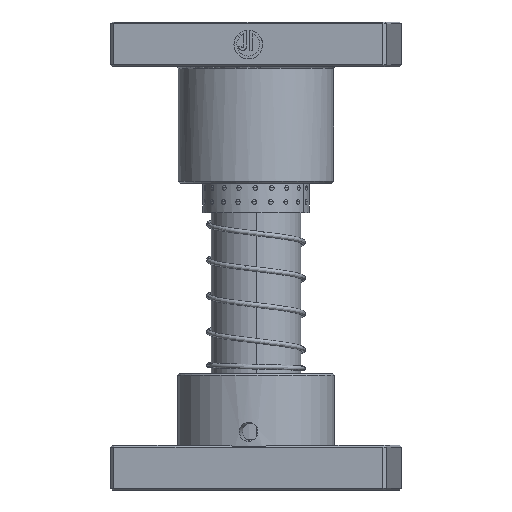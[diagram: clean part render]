
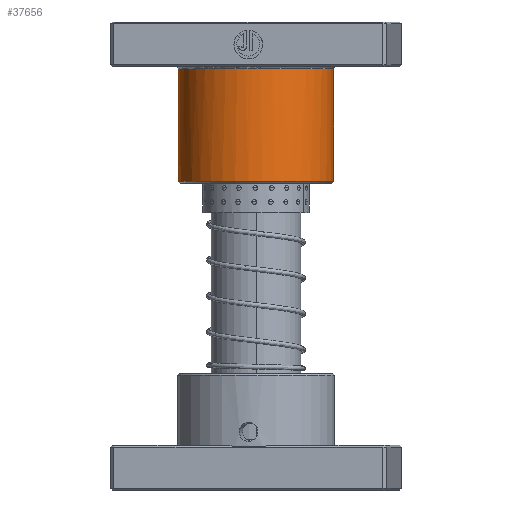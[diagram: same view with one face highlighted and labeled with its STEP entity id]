
A CAD part, left-side view. The second image highlights one B-rep face of the part: STEP entity #37656.
In plain terms, the highlighted cylindrical face has radius 43.5 mm (diameter 87 mm), a partial arc.
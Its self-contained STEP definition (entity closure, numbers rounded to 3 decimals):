
#583 = LINE ( 'NONE', #38366, #26020 ) ;
#744 = DIRECTION ( 'NONE',  ( -1., 0., 0. ) ) ;
#1428 = DIRECTION ( 'NONE',  ( 1., 0., 0. ) ) ;
#3078 = CARTESIAN_POINT ( 'NONE',  ( -2.161, 43.46, 25.893 ) ) ;
#5611 = CARTESIAN_POINT ( 'NONE',  ( 43.5, 0., 89. ) ) ;
#8180 = CARTESIAN_POINT ( 'NONE',  ( -5.423, 43.174, 26. ) ) ;
#11411 = DIRECTION ( 'NONE',  ( 0., 0., -1. ) ) ;
#11954 = FACE_OUTER_BOUND ( 'NONE', #18786, .T. ) ;
#13307 = EDGE_CURVE ( 'NONE', #63373, #50899, #59113, .T. ) ;
#13838 = DIRECTION ( 'NONE',  ( 0., 0., -1. ) ) ;
#18747 = ORIENTED_EDGE ( 'NONE', *, *, #45178, .T. ) ;
#18786 = EDGE_LOOP ( 'NONE', ( #60341, #46387, #18747, #21145, #64718, #57368 ) ) ;
#21145 = ORIENTED_EDGE ( 'NONE', *, *, #13307, .T. ) ;
#21314 = EDGE_CURVE ( 'NONE', #48822, #37514, #25698, .T. ) ;
#22259 = CARTESIAN_POINT ( 'NONE',  ( 0., 0., 26. ) ) ;
#23260 = CARTESIAN_POINT ( 'NONE',  ( 6.503, 43.011, 26. ) ) ;
#23298 = DIRECTION ( 'NONE',  ( 0., 0., -1. ) ) ;
#25698 = LINE ( 'NONE', #46876, #51041 ) ;
#26020 = VECTOR ( 'NONE', #23298, 1000. ) ;
#26190 = VERTEX_POINT ( 'NONE', #52977 ) ;
#27368 = DIRECTION ( 'NONE',  ( 1., 0., 0. ) ) ;
#28411 = CARTESIAN_POINT ( 'NONE',  ( 2.18, 43.459, 25.893 ) ) ;
#29927 = VERTEX_POINT ( 'NONE', #55739 ) ;
#31892 = DIRECTION ( 'NONE',  ( 0., 0., 1. ) ) ;
#31920 = CIRCLE ( 'NONE', #63025, 43.5 ) ;
#32962 = EDGE_CURVE ( 'NONE', #50899, #26190, #33465, .T. ) ;
#33465 = CIRCLE ( 'NONE', #34051, 43.5 ) ;
#33525 = CARTESIAN_POINT ( 'NONE',  ( -1.074, 43.5, 25.866 ) ) ;
#34051 = AXIS2_PLACEMENT_3D ( 'NONE', #62166, #31892, #1428 ) ;
#36263 = CARTESIAN_POINT ( 'NONE',  ( 0., 0., 90. ) ) ;
#37514 = VERTEX_POINT ( 'NONE', #40855 ) ;
#37656 = ADVANCED_FACE ( 'NONE', ( #11954 ), #38962, .T. ) ;
#38048 = AXIS2_PLACEMENT_3D ( 'NONE', #36263, #61486, #744 ) ;
#38366 = CARTESIAN_POINT ( 'NONE',  ( -43.5, 0., 90. ) ) ;
#38551 = CARTESIAN_POINT ( 'NONE',  ( -4.338, 43.297, 25.961 ) ) ;
#38962 = CYLINDRICAL_SURFACE ( 'NONE', #38048, 43.5 ) ;
#39243 = CARTESIAN_POINT ( 'NONE',  ( -6.503, 43.011, 26. ) ) ;
#40855 = CARTESIAN_POINT ( 'NONE',  ( 43.5, 0., 26. ) ) ;
#43633 = CARTESIAN_POINT ( 'NONE',  ( -6.503, 43.011, 26. ) ) ;
#44191 = CARTESIAN_POINT ( 'NONE',  ( 0., 0., 89. ) ) ;
#44290 = CIRCLE ( 'NONE', #54191, 43.5 ) ;
#45178 = EDGE_CURVE ( 'NONE', #37514, #63373, #31920, .T. ) ;
#45712 = EDGE_CURVE ( 'NONE', #29927, #26190, #583, .T. ) ;
#46387 = ORIENTED_EDGE ( 'NONE', *, *, #21314, .T. ) ;
#46876 = CARTESIAN_POINT ( 'NONE',  ( 43.5, 0., 90. ) ) ;
#48822 = VERTEX_POINT ( 'NONE', #5611 ) ;
#49269 = DIRECTION ( 'NONE',  ( 1., 0., 0. ) ) ;
#50899 = VERTEX_POINT ( 'NONE', #39243 ) ;
#51041 = VECTOR ( 'NONE', #11411, 1000. ) ;
#52977 = CARTESIAN_POINT ( 'NONE',  ( -43.5, 0., 26. ) ) ;
#53595 = CARTESIAN_POINT ( 'NONE',  ( 5.424, 43.174, 26. ) ) ;
#53977 = EDGE_CURVE ( 'NONE', #29927, #48822, #44290, .T. ) ;
#54191 = AXIS2_PLACEMENT_3D ( 'NONE', #44191, #13838, #49269 ) ;
#55739 = CARTESIAN_POINT ( 'NONE',  ( -43.5, 0., 89. ) ) ;
#57368 = ORIENTED_EDGE ( 'NONE', *, *, #45712, .F. ) ;
#57688 = DIRECTION ( 'NONE',  ( 0., 0., 1. ) ) ;
#58731 = CARTESIAN_POINT ( 'NONE',  ( 4.343, 43.296, 25.961 ) ) ;
#59113 = B_SPLINE_CURVE_WITH_KNOTS ( 'NONE', 3,
 ( #23260, #53595, #58731, #28411, #63818, #33525, #3078, #38551, #8180, #43633 ),
 .UNSPECIFIED., .F., .F.,
 ( 4, 2, 2, 2, 4 ),
 ( 0., 0.003, 0.007, 0.01, 0.013 ),
 .UNSPECIFIED. ) ;
#59459 = CARTESIAN_POINT ( 'NONE',  ( 6.503, 43.011, 26. ) ) ;
#60341 = ORIENTED_EDGE ( 'NONE', *, *, #53977, .T. ) ;
#61486 = DIRECTION ( 'NONE',  ( 0., 0., -1. ) ) ;
#62166 = CARTESIAN_POINT ( 'NONE',  ( 0., 0., 26. ) ) ;
#63025 = AXIS2_PLACEMENT_3D ( 'NONE', #22259, #57688, #27368 ) ;
#63373 = VERTEX_POINT ( 'NONE', #59459 ) ;
#63818 = CARTESIAN_POINT ( 'NONE',  ( 1.096, 43.5, 25.866 ) ) ;
#64718 = ORIENTED_EDGE ( 'NONE', *, *, #32962, .T. ) ;
